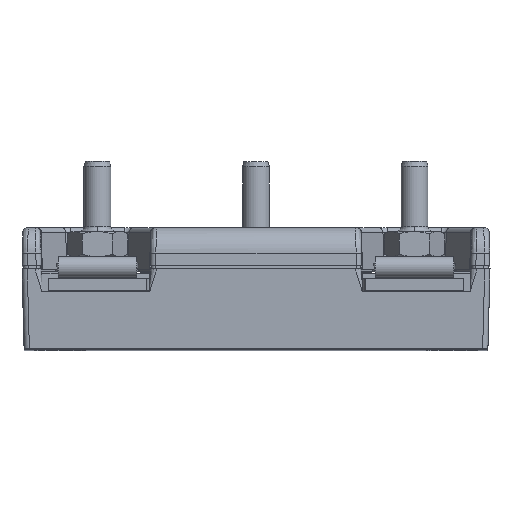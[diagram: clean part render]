
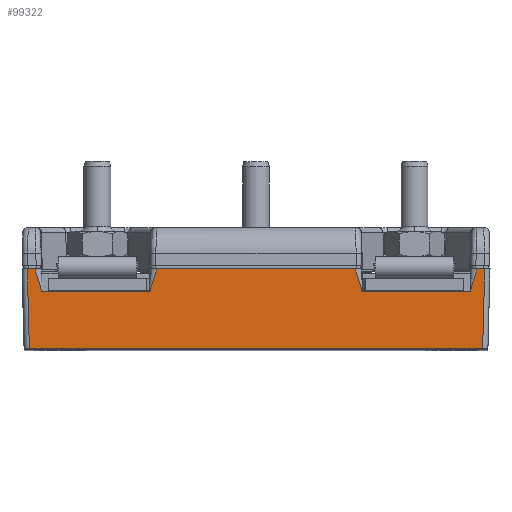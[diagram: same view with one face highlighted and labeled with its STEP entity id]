
A CAD part, top view. The second image highlights one B-rep face of the part: STEP entity #99322.
In plain terms, the highlighted planar face has unit normal (0, -0.026, 1).
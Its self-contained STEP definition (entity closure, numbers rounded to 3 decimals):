
#125 = VERTEX_POINT ( 'NONE', #63793 ) ;
#1547 = VECTOR ( 'NONE', #10473, 1000. ) ;
#1668 = ORIENTED_EDGE ( 'NONE', *, *, #78308, .T. ) ;
#2610 = LINE ( 'NONE', #14899, #15513 ) ;
#6013 = DIRECTION ( 'NONE',  ( -1., 0., 0. ) ) ;
#6391 = VECTOR ( 'NONE', #94890, 1000. ) ;
#6443 = LINE ( 'NONE', #36311, #55257 ) ;
#9736 = DIRECTION ( 'NONE',  ( 0., -1., -0.026 ) ) ;
#10473 = DIRECTION ( 'NONE',  ( 0.026, 0.999, 0.026 ) ) ;
#11148 = DIRECTION ( 'NONE',  ( 0., -0.026, 1. ) ) ;
#12420 = CARTESIAN_POINT ( 'NONE',  ( 17.352, 0.738, 21.502 ) ) ;
#12905 = LINE ( 'NONE', #69802, #6391 ) ;
#14899 = CARTESIAN_POINT ( 'NONE',  ( -16.239, -0.999, 21.456 ) ) ;
#15513 = VECTOR ( 'NONE', #96778, 1000. ) ;
#16358 = LINE ( 'NONE', #47336, #35658 ) ;
#16526 = LINE ( 'NONE', #63062, #57570 ) ;
#16597 = CARTESIAN_POINT ( 'NONE',  ( 7.534, 0.738, 21.502 ) ) ;
#17027 = VERTEX_POINT ( 'NONE', #16597 ) ;
#17575 = VECTOR ( 'NONE', #98341, 1000. ) ;
#18189 = DIRECTION ( 'NONE',  ( -0.292, -0.956, -0.025 ) ) ;
#19524 = VECTOR ( 'NONE', #66039, 1000. ) ;
#21366 = CARTESIAN_POINT ( 'NONE',  ( 8.065, -0.999, 21.456 ) ) ;
#21885 = VERTEX_POINT ( 'NONE', #79331 ) ;
#24325 = EDGE_LOOP ( 'NONE', ( #65503, #57860, #93879, #92194, #1668, #62744, #99851, #38600, #74493, #63201, #40744, #100330 ) ) ;
#26260 = VERTEX_POINT ( 'NONE', #33050 ) ;
#27241 = EDGE_CURVE ( 'NONE', #17027, #77132, #81142, .T. ) ;
#28472 = VECTOR ( 'NONE', #50752, 1000. ) ;
#31351 = LINE ( 'NONE', #42623, #32620 ) ;
#31789 = CARTESIAN_POINT ( 'NONE',  ( -7.534, 0.738, 21.502 ) ) ;
#32620 = VECTOR ( 'NONE', #18189, 1000. ) ;
#33050 = CARTESIAN_POINT ( 'NONE',  ( -8.065, -0.999, 21.456 ) ) ;
#34994 = VERTEX_POINT ( 'NONE', #90810 ) ;
#35658 = VECTOR ( 'NONE', #42281, 1000. ) ;
#36265 = EDGE_CURVE ( 'NONE', #77132, #26260, #12905, .T. ) ;
#36311 = CARTESIAN_POINT ( 'NONE',  ( 17.019, 0.738, 21.502 ) ) ;
#37016 = EDGE_CURVE ( 'NONE', #40507, #81280, #78660, .T. ) ;
#37963 = CARTESIAN_POINT ( 'NONE',  ( 16.77, 0.738, 21.502 ) ) ;
#38600 = ORIENTED_EDGE ( 'NONE', *, *, #59019, .T. ) ;
#40507 = VERTEX_POINT ( 'NONE', #90824 ) ;
#40744 = ORIENTED_EDGE ( 'NONE', *, *, #36265, .T. ) ;
#42281 = DIRECTION ( 'NONE',  ( 1., 0., 0. ) ) ;
#42623 = CARTESIAN_POINT ( 'NONE',  ( 16.77, 0.738, 21.502 ) ) ;
#43535 = CARTESIAN_POINT ( 'NONE',  ( 17.193, -5.316, 21.343 ) ) ;
#47336 = CARTESIAN_POINT ( 'NONE',  ( 0., -5.316, 21.343 ) ) ;
#50752 = DIRECTION ( 'NONE',  ( -1., 0., 0. ) ) ;
#51545 = FACE_OUTER_BOUND ( 'NONE', #24325, .T. ) ;
#55257 = VECTOR ( 'NONE', #86600, 1000. ) ;
#57121 = DIRECTION ( 'NONE',  ( -1., 0., 0. ) ) ;
#57570 = VECTOR ( 'NONE', #6013, 1000. ) ;
#57860 = ORIENTED_EDGE ( 'NONE', *, *, #70234, .T. ) ;
#59019 = EDGE_CURVE ( 'NONE', #125, #34994, #94509, .T. ) ;
#59561 = CARTESIAN_POINT ( 'NONE',  ( -16.239, -0.999, 21.456 ) ) ;
#61880 = LINE ( 'NONE', #21366, #104225 ) ;
#62744 = ORIENTED_EDGE ( 'NONE', *, *, #89465, .F. ) ;
#63062 = CARTESIAN_POINT ( 'NONE',  ( 0., -0.999, 21.456 ) ) ;
#63201 = ORIENTED_EDGE ( 'NONE', *, *, #27241, .T. ) ;
#63793 = CARTESIAN_POINT ( 'NONE',  ( 16.239, -0.999, 21.456 ) ) ;
#63813 = EDGE_CURVE ( 'NONE', #26260, #92951, #16526, .T. ) ;
#65503 = ORIENTED_EDGE ( 'NONE', *, *, #87929, .T. ) ;
#66039 = DIRECTION ( 'NONE',  ( 0.026, -0.999, -0.026 ) ) ;
#67649 = EDGE_CURVE ( 'NONE', #90008, #125, #31351, .T. ) ;
#67925 = CARTESIAN_POINT ( 'NONE',  ( -17.56, 0.738, 21.502 ) ) ;
#69802 = CARTESIAN_POINT ( 'NONE',  ( -7.534, 0.738, 21.502 ) ) ;
#70234 = EDGE_CURVE ( 'NONE', #75861, #40507, #94741, .T. ) ;
#74086 = PLANE ( 'NONE',  #81544 ) ;
#74493 = ORIENTED_EDGE ( 'NONE', *, *, #105597, .T. ) ;
#75019 = CARTESIAN_POINT ( 'NONE',  ( -17.193, -5.316, 21.343 ) ) ;
#75861 = VERTEX_POINT ( 'NONE', #82773 ) ;
#76707 = EDGE_CURVE ( 'NONE', #81280, #21885, #16358, .T. ) ;
#77132 = VERTEX_POINT ( 'NONE', #31789 ) ;
#78308 = EDGE_CURVE ( 'NONE', #21885, #98503, #100486, .T. ) ;
#78660 = LINE ( 'NONE', #83268, #19524 ) ;
#79331 = CARTESIAN_POINT ( 'NONE',  ( 17.193, -5.316, 21.343 ) ) ;
#81142 = LINE ( 'NONE', #98509, #28472 ) ;
#81280 = VERTEX_POINT ( 'NONE', #75019 ) ;
#81544 = AXIS2_PLACEMENT_3D ( 'NONE', #67925, #11148, #9736 ) ;
#82184 = CARTESIAN_POINT ( 'NONE',  ( 0., 0.738, 21.502 ) ) ;
#82773 = CARTESIAN_POINT ( 'NONE',  ( -16.77, 0.738, 21.502 ) ) ;
#83268 = CARTESIAN_POINT ( 'NONE',  ( -17.352, 0.738, 21.502 ) ) ;
#86600 = DIRECTION ( 'NONE',  ( 1., 0., 0. ) ) ;
#87929 = EDGE_CURVE ( 'NONE', #92951, #75861, #2610, .T. ) ;
#89465 = EDGE_CURVE ( 'NONE', #90008, #98503, #6443, .T. ) ;
#90008 = VERTEX_POINT ( 'NONE', #37963 ) ;
#90810 = CARTESIAN_POINT ( 'NONE',  ( 8.065, -0.999, 21.456 ) ) ;
#90824 = CARTESIAN_POINT ( 'NONE',  ( -17.352, 0.738, 21.502 ) ) ;
#91956 = VECTOR ( 'NONE', #57121, 1000. ) ;
#92194 = ORIENTED_EDGE ( 'NONE', *, *, #76707, .T. ) ;
#92951 = VERTEX_POINT ( 'NONE', #59561 ) ;
#93879 = ORIENTED_EDGE ( 'NONE', *, *, #37016, .T. ) ;
#94255 = DIRECTION ( 'NONE',  ( -0.292, 0.956, 0.025 ) ) ;
#94509 = LINE ( 'NONE', #106312, #91956 ) ;
#94741 = LINE ( 'NONE', #82184, #17575 ) ;
#94890 = DIRECTION ( 'NONE',  ( -0.292, -0.956, -0.025 ) ) ;
#96778 = DIRECTION ( 'NONE',  ( -0.292, 0.956, 0.025 ) ) ;
#98341 = DIRECTION ( 'NONE',  ( -1., 0., 0. ) ) ;
#98503 = VERTEX_POINT ( 'NONE', #12420 ) ;
#98509 = CARTESIAN_POINT ( 'NONE',  ( 0., 0.738, 21.502 ) ) ;
#99322 = ADVANCED_FACE ( 'NONE', ( #51545 ), #74086, .T. ) ;
#99851 = ORIENTED_EDGE ( 'NONE', *, *, #67649, .T. ) ;
#100330 = ORIENTED_EDGE ( 'NONE', *, *, #63813, .T. ) ;
#100486 = LINE ( 'NONE', #43535, #1547 ) ;
#104225 = VECTOR ( 'NONE', #94255, 1000. ) ;
#105597 = EDGE_CURVE ( 'NONE', #34994, #17027, #61880, .T. ) ;
#106312 = CARTESIAN_POINT ( 'NONE',  ( 0., -0.999, 21.456 ) ) ;
